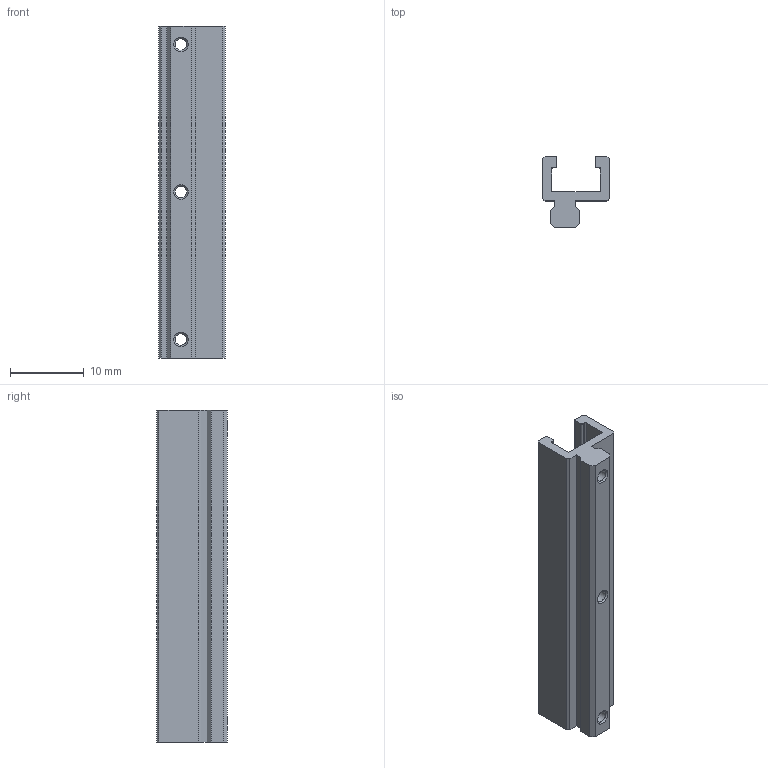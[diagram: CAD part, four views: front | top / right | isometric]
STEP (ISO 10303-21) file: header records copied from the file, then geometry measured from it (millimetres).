
FILE_DESCRIPTION( ( 'STEP AP203' ), '1' );
FILE_NAME( 'SICK BEF-KHZ-CT45-Order no.2061698 (T-Nut).stp', '2018-12-17T14:38:15', ( '' ), ( '' ), ' ', 'PARTsolutions', ' ' );
FILE_SCHEMA( ( 'CONFIG_CONTROL_DESIGN' ) );
Length unit declared in the file: millimetre
Products named in the file (1): _SICK BEF-KHZ-CT45-Order no.2061698 (T-Nut)
Bounding box: 9 x 9.6 x 45 mm (x, y, z)
Volume: 1617.3 mm3; surface area: 2338.3 mm2
Topology: 1 solids, 1 shells, 43 faces, 117 edges, 76 vertices
Faces by surface type: plane 28, cylinder 9, cone 6
Full cylindrical faces by diameter (mm): 1.567 x3
Entity records: 1358 total; most frequent: CARTESIAN_POINT 228, DIRECTION 220, ORIENTED_EDGE 216, EDGE_CURVE 108, LINE 84, VECTOR 84, VERTEX_POINT 76, AXIS2_PLACEMENT_3D 68
